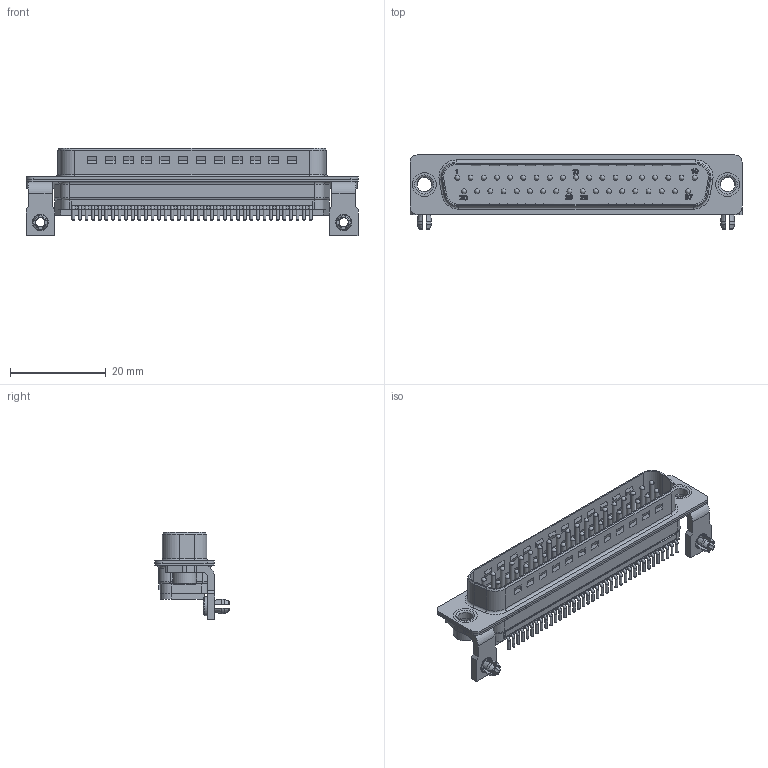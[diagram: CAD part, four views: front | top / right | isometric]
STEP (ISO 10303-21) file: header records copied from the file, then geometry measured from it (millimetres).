
FILE_DESCRIPTION(/* description */ ('Unknown'),/* implementation_level */ '2;1');
FILE_NAME(/* name */ '246117113',/* time_stamp */ '2019-03-20T13:37:36+08:00',/* author */ ('Unknown'),/* organization */ ('Unknown'),/* preprocessor_version */ 'ST-DEVELOPER v16.7',/* originating_system */ 'DEX',/* authorisation */ $);
FILE_SCHEMA (('AUTOMOTIVE_DESIGN {1 0 10303 214 3 1 1}'));
Length unit declared in the file: millimetre
Products named in the file (11): 246117113; N00638_BG; R+B00477_BG; R+B00478_BG; R+B00157_BG; R+B00155_BG; R+B00318_BG; R+B00700_BG; R+B00102_male_BG; N00848_BG; N00850_BG
Assembly tree (48 placements, depth 2):
  246117113
    N00638_BG
    R+B00477_BG  x19
    R+B00478_BG  x18
    R+B00157_BG
    R+B00155_BG
    R+B00318_BG  x2
    R+B00700_BG  x2
    R+B00102_male_BG  x2
    N00848_BG
    N00850_BG
Bounding box: 69.5 x 15.5 x 18.3 mm (x, y, z)
Volume: 4498.1 mm3; surface area: 12105.3 mm2
Topology: 48 solids, 48 shells, 6580 faces, 16120 edges, 9803 vertices
Faces by surface type: plane 5733, cylinder 514, cone 143, torus 104, bspline 49, sphere 37
Full cylindrical faces by diameter (mm): 0.242 x1, 0.281 x1, 0.57 x111, 0.8 x37, 1 x37, 1.02 x37, 1.28 x37, 1.8 x37, 1.9 x2, 2 x37, 2.03 x74, 3 x2, 3.2 x2, 3.4 x2, 4 x4, 4.05 x2, 4.06 x4, 5 x6
Entity records: 42201 total; most frequent: CARTESIAN_POINT 10813, ORIENTED_EDGE 6130, DIRECTION 5852, EDGE_CURVE 3065, VERTEX_POINT 2075, AXIS2_PLACEMENT_3D 1990, LINE 1872, VECTOR 1872
